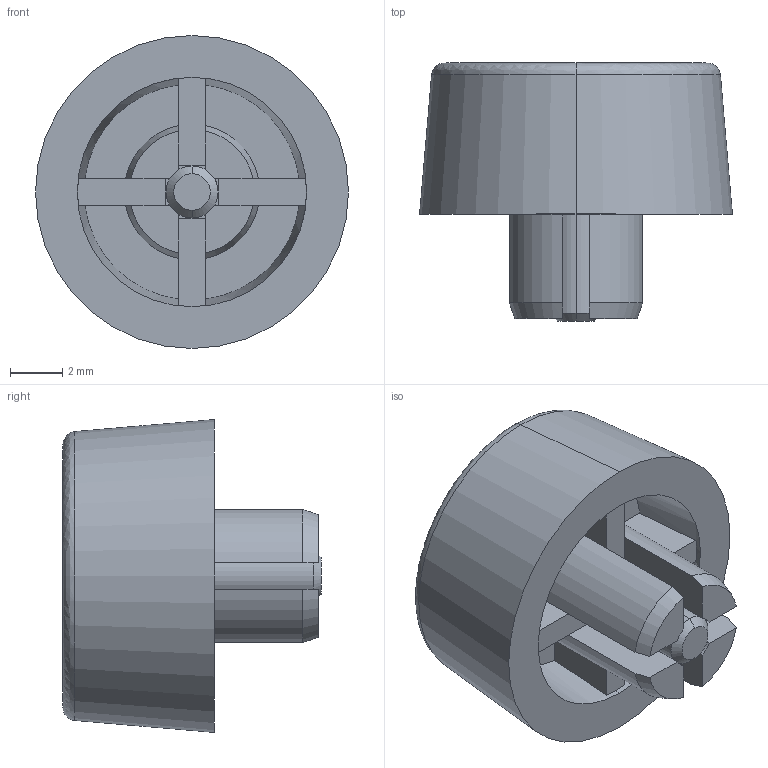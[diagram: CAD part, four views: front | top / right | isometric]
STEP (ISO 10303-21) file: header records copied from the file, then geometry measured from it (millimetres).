
FILE_DESCRIPTION( (''), '2;1');
FILE_NAME ('PC010.9556.TM_348_17994.stp','2022-10-19T15:28:53',(''),(''),'spGate 18.9.1 (****-****-****-****)','','');
FILE_SCHEMA (('AUTOMOTIVE_DESIGN'));
Length unit declared in the file: millimetre
Products named in the file (3): Assembly; body; pin
Assembly tree (2 placements, depth 2):
  Assembly
    body
    pin
Bounding box: 12 x 9.9 x 12 mm (x, y, z)
Volume: 544.4 mm3; surface area: 868.3 mm2
Topology: 2 solids, 2 shells, 67 faces, 168 edges, 107 vertices
Faces by surface type: plane 43, bspline 12, cylinder 12
Entity records: 3545 total; most frequent: CARTESIAN_POINT 579, ORIENTED_EDGE 336, DIRECTION 316, COLOUR_RGB 237, PRESENTATION_STYLE_ASSIGNMENT 237, STYLED_ITEM 237, EDGE_CURVE 168, DRAUGHTING_PRE_DEFINED_CURVE_FONT 168
